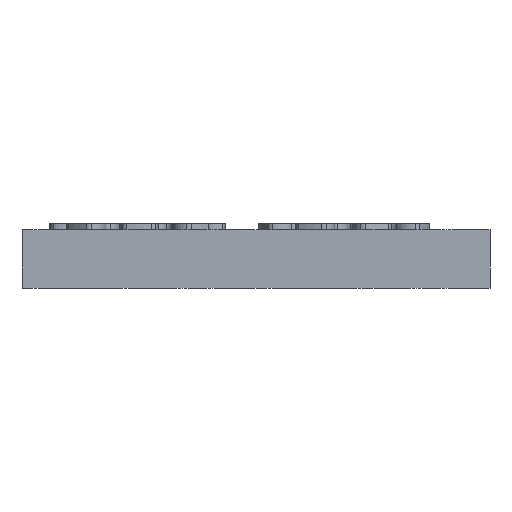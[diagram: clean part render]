
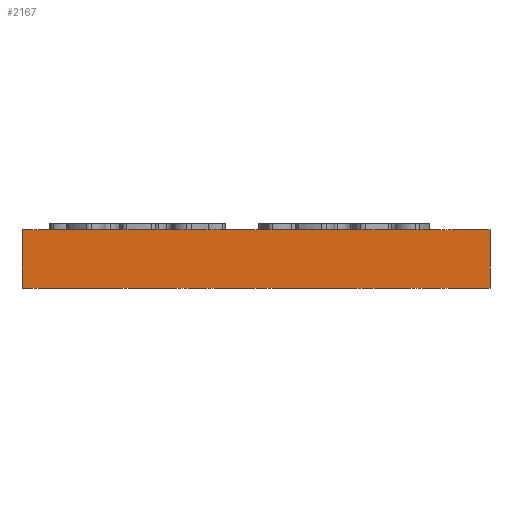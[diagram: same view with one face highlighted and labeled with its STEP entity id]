
A CAD part, front view. The second image highlights one B-rep face of the part: STEP entity #2167.
In plain terms, the highlighted planar face has unit normal (0, -1, 0).
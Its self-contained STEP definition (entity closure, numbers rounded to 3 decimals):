
#36=PLANE('',#2293);
#338=FACE_OUTER_BOUND('',#459,.T.);
#459=EDGE_LOOP('',(#1615,#1616,#1617,#1618));
#638=LINE('',#3036,#707);
#664=LINE('',#4383,#733);
#665=LINE('',#4386,#734);
#667=LINE('',#4389,#736);
#707=VECTOR('',#2450,10.);
#733=VECTOR('',#2520,10.);
#734=VECTOR('',#2523,10.);
#736=VECTOR('',#2527,10.);
#786=VERTEX_POINT('',#3033);
#787=VERTEX_POINT('',#3035);
#872=VERTEX_POINT('',#4381);
#873=VERTEX_POINT('',#4385);
#1029=EDGE_CURVE('',#786,#787,#638,.T.);
#1158=EDGE_CURVE('',#872,#786,#664,.T.);
#1159=EDGE_CURVE('',#873,#787,#665,.T.);
#1161=EDGE_CURVE('',#872,#873,#667,.T.);
#1615=ORIENTED_EDGE('',*,*,#1029,.F.);
#1616=ORIENTED_EDGE('',*,*,#1158,.F.);
#1617=ORIENTED_EDGE('',*,*,#1161,.T.);
#1618=ORIENTED_EDGE('',*,*,#1159,.T.);
#2167=ADVANCED_FACE('',(#338),#36,.T.);
#2293=AXIS2_PLACEMENT_3D('',#4388,#2525,#2526);
#2450=DIRECTION('',(-1.,0.,0.));
#2520=DIRECTION('',(0.,0.,-1.));
#2523=DIRECTION('',(0.,0.,-1.));
#2525=DIRECTION('center_axis',(0.,-1.,0.));
#2526=DIRECTION('ref_axis',(-1.,0.,0.));
#2527=DIRECTION('',(-1.,0.,0.));
#3033=CARTESIAN_POINT('',(40.,-5.,-5.));
#3035=CARTESIAN_POINT('',(0.,-5.,-5.));
#3036=CARTESIAN_POINT('',(40.,-5.,-5.));
#4381=CARTESIAN_POINT('',(40.,-5.,0.));
#4383=CARTESIAN_POINT('',(40.,-5.,0.));
#4385=CARTESIAN_POINT('',(0.,-5.,0.));
#4386=CARTESIAN_POINT('',(0.,-5.,0.));
#4388=CARTESIAN_POINT('Origin',(40.,-5.,0.));
#4389=CARTESIAN_POINT('',(40.,-5.,0.));
